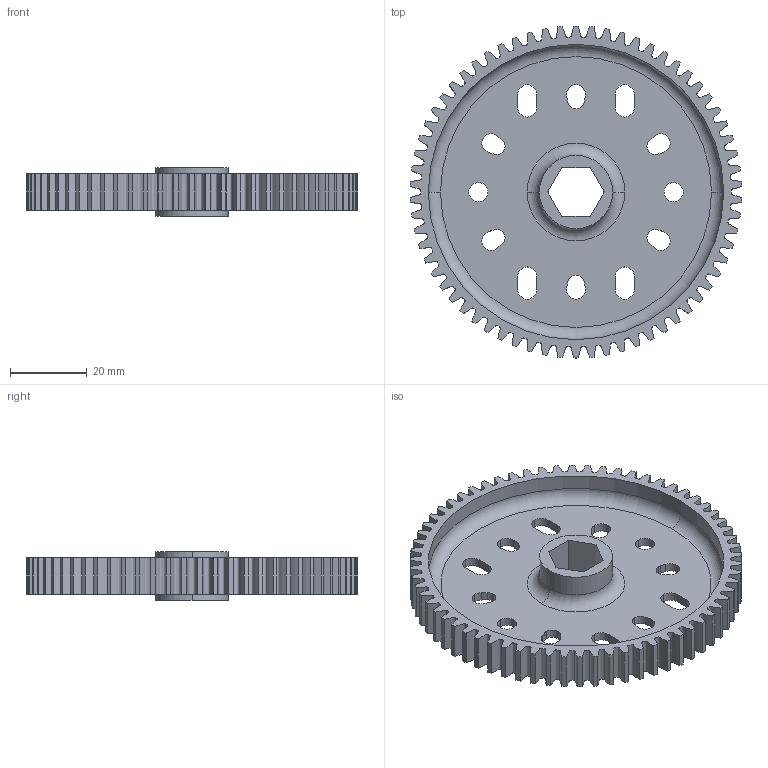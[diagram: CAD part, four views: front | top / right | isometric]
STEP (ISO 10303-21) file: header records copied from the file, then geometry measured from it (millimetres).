
FILE_DESCRIPTION (( 'STEP AP214' ), '1' );
FILE_NAME ('WCP-1430 Rev1.step', '2024-01-26T20:54:02', ( '' ), ( '' ), 'SwSTEP 2.0', 'SolidWorks 2022', '' );
FILE_SCHEMA (( 'AUTOMOTIVE_DESIGN' ));
Length unit declared in the file: inch
Products named in the file (1): WCP-1430 Rev1
Bounding box: 86.31 x 86.36 x 12.65 mm (x, y, z)
Volume: 21499.6 mm3; surface area: 18184.3 mm2
Topology: 1 solids, 1 shells, 359 faces, 1010 edges, 672 vertices
Faces by surface type: plane 133, bspline 116, cylinder 106, torus 4
Entity records: 35852 total; most frequent: CARTESIAN_POINT 27062, ORIENTED_EDGE 2020, DIRECTION 1486, EDGE_CURVE 1010, VERTEX_POINT 672, VECTOR 558, LINE 558, AXIS2_PLACEMENT_3D 464
